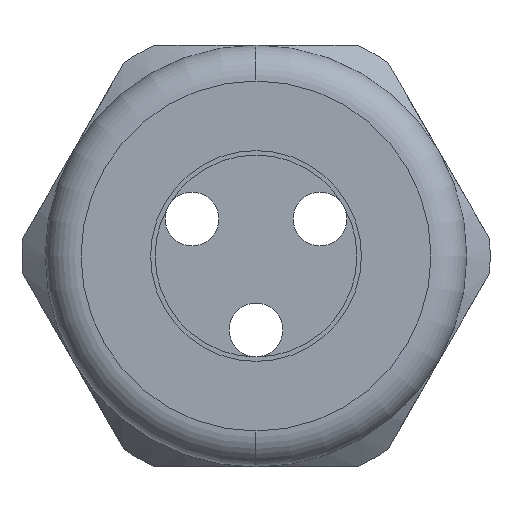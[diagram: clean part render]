
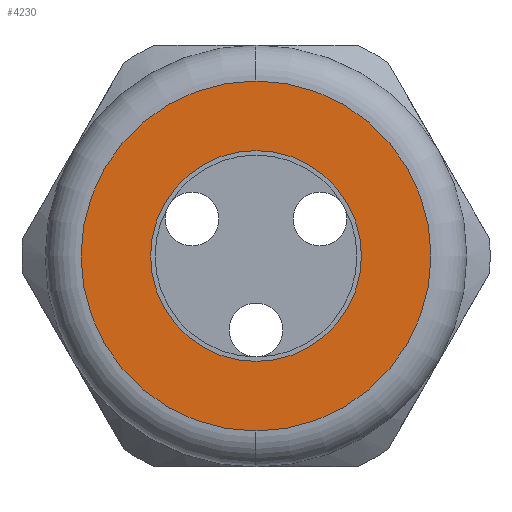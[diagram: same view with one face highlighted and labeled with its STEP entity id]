
A CAD part, left-side view. The second image highlights one B-rep face of the part: STEP entity #4230.
In plain terms, the highlighted planar face has unit normal (-1, 0, 0).
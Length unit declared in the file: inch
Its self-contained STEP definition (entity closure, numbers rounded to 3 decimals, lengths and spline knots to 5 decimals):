
#1002 = DIRECTION ( 'NONE',  ( 0., 0., 1. ) ) ;
#1003 = DIRECTION ( 'NONE',  ( -1., 0., 0. ) ) ;
#1004 = CARTESIAN_POINT ( 'NONE',  ( -1.37, 0., 0. ) ) ;
#1005 = AXIS2_PLACEMENT_3D ( 'NONE', #1004, #1003, #1002 ) ;
#1006 = CIRCLE ( 'NONE', #1005, 0.39 ) ;
#1007 = CARTESIAN_POINT ( 'NONE',  ( -1.37, 0., 0.39 ) ) ;
#1076 = CARTESIAN_POINT ( 'NONE',  ( -1.37, 0., -0.39 ) ) ;
#1145 = CARTESIAN_POINT ( 'NONE',  ( -1.37, 0., -0.235 ) ) ;
#1146 = CARTESIAN_POINT ( 'NONE',  ( -1.37, 0., 0.235 ) ) ;
#1147 = DIRECTION ( 'NONE',  ( 0., 0., -1. ) ) ;
#1148 = DIRECTION ( 'NONE',  ( 1., 0., 0. ) ) ;
#1149 = AXIS2_PLACEMENT_3D ( 'NONE', #1156, #1148, #1147 ) ;
#1150 = CIRCLE ( 'NONE', #1149, 0.235 ) ;
#1156 = CARTESIAN_POINT ( 'NONE',  ( -1.37, 0., 0. ) ) ;
#2153 = CARTESIAN_POINT ( 'NONE',  ( -1.37, 0., 0. ) ) ;
#2154 = AXIS2_PLACEMENT_3D ( 'NONE', #2153, #2214, #2213 ) ;
#2155 = CIRCLE ( 'NONE', #2154, 0.39 ) ;
#2156 = CARTESIAN_POINT ( 'NONE',  ( -1.37, 0., 0. ) ) ;
#2157 = DIRECTION ( 'NONE',  ( 0., 0., 1. ) ) ;
#2158 = DIRECTION ( 'NONE',  ( -1., 0., 0. ) ) ;
#2159 = CARTESIAN_POINT ( 'NONE',  ( -1.37, 0.47, 0. ) ) ;
#2160 = AXIS2_PLACEMENT_3D ( 'NONE', #2159, #2158, #2157 ) ;
#2161 = PLANE ( 'NONE',  #2160 ) ;
#2162 = FACE_BOUND ( 'NONE', #4234, .T. ) ;
#2163 = FACE_OUTER_BOUND ( 'NONE', #4172, .T. ) ;
#2209 = DIRECTION ( 'NONE',  ( 0., 0., -1. ) ) ;
#2210 = DIRECTION ( 'NONE',  ( 1., 0., 0. ) ) ;
#2211 = AXIS2_PLACEMENT_3D ( 'NONE', #2156, #2210, #2209 ) ;
#2212 = CIRCLE ( 'NONE', #2211, 0.235 ) ;
#2213 = DIRECTION ( 'NONE',  ( 0., 0., 1. ) ) ;
#2214 = DIRECTION ( 'NONE',  ( -1., 0., 0. ) ) ;
#3656 = EDGE_CURVE ( 'NONE', #3657, #3682, #1006, .T. ) ;
#3657 = VERTEX_POINT ( 'NONE', #1007 ) ;
#3682 = VERTEX_POINT ( 'NONE', #1076 ) ;
#3714 = EDGE_CURVE ( 'NONE', #3715, #3716, #1150, .T. ) ;
#3715 = VERTEX_POINT ( 'NONE', #1146 ) ;
#3716 = VERTEX_POINT ( 'NONE', #1145 ) ;
#4172 = EDGE_LOOP ( 'NONE', ( #4231, #4232 ) ) ;
#4230 = ADVANCED_FACE ( 'NONE', ( #2163, #2162 ), #2161, .T. ) ;
#4231 = ORIENTED_EDGE ( 'NONE', *, *, #3656, .T. ) ;
#4232 = ORIENTED_EDGE ( 'NONE', *, *, #4233, .T. ) ;
#4233 = EDGE_CURVE ( 'NONE', #3682, #3657, #2155, .T. ) ;
#4234 = EDGE_LOOP ( 'NONE', ( #4235, #4237 ) ) ;
#4235 = ORIENTED_EDGE ( 'NONE', *, *, #4236, .T. ) ;
#4236 = EDGE_CURVE ( 'NONE', #3716, #3715, #2212, .T. ) ;
#4237 = ORIENTED_EDGE ( 'NONE', *, *, #3714, .T. ) ;
